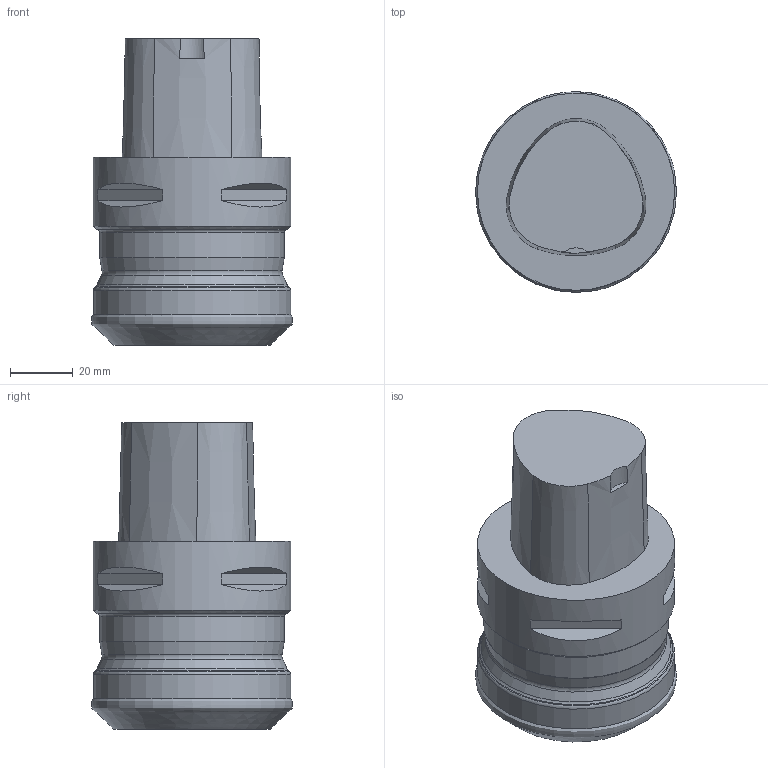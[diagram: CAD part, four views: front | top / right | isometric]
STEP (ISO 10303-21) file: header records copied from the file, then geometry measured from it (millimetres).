
FILE_DESCRIPTION(/* description */ (''),/* implementation_level */ '2;1');
FILE_NAME(/* name */ 'toolassembly_1.stp',/* time_stamp */ '2019-01-25T11:20:12+01:00',/* author */ (''),/* organization */ ('SMS'),/* preprocessor_version */ 'ST-DEVELOPER v15',/* originating_system */ 'SIEMENS PLM Software NX 8.5',/* authorisation */ '');
FILE_SCHEMA (('AUTOMOTIVE_DESIGN { 1 0 10303 214 3 1 1 1 }'));
Length unit declared in the file: millimetre
Products named in the file (4): ASSEMBLY_CONSTRUCTION; CUT_20190125111917; NOCUT_20190125111912; TOOLASSEMBLY_1
Assembly tree (3 placements, depth 2):
  TOOLASSEMBLY_1
    NOCUT_20190125111912
    CUT_20190125111917
    ASSEMBLY_CONSTRUCTION
Bounding box: 64.22 x 64.2 x 98.05 mm (x, y, z)
Volume: 238850.4 mm3; surface area: 29871.3 mm2
Topology: 2 solids, 2 shells, 44 faces, 99 edges, 73 vertices
Faces by surface type: plane 17, cone 13, torus 9, cylinder 4, bspline 1
Full cylindrical faces by diameter (mm): 59 x1, 63 x1, 63.011 x1
Entity records: 10219 total; most frequent: CARTESIAN_POINT 9124, DIRECTION 226, ORIENTED_EDGE 138, AXIS2_PLACEMENT_3D 102, EDGE_CURVE 69, EDGE_LOOP 68, VERTEX_POINT 54, FACE_BOUND 47
